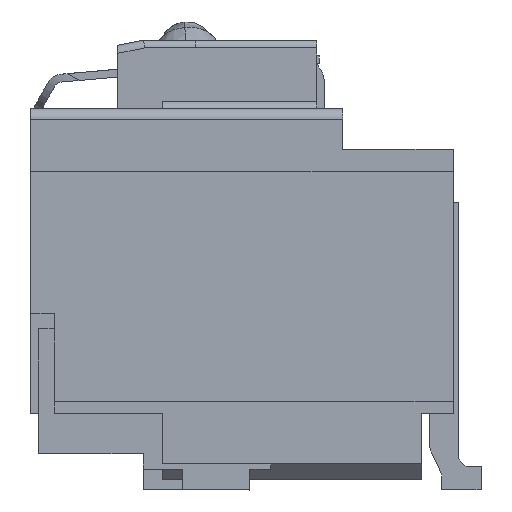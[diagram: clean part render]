
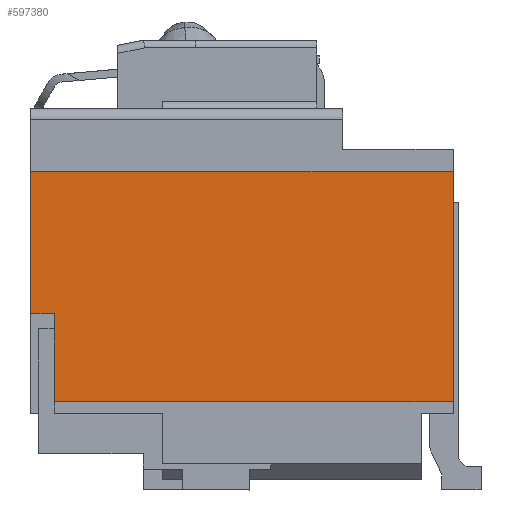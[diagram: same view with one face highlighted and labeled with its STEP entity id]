
A CAD part, front view. The second image highlights one B-rep face of the part: STEP entity #597380.
In plain terms, the highlighted planar face has unit normal (0, -1, 0).
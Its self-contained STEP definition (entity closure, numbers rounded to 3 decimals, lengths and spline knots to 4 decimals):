
#587900=CARTESIAN_POINT('',(-41.7344,-14.2905,
125.415));
#587910=VERTEX_POINT('',#587900);
#587940=CARTESIAN_POINT('',(-41.7344,-14.2905,
128.5064));
#587950=DIRECTION('',(0.,0.,
-1.));
#587960=VECTOR('',#587950,1.);
#587970=LINE('',#587940,#587960);
#587980=CARTESIAN_POINT('',(-41.7344,-14.2905,
129.845));
#587990=VERTEX_POINT('',#587980);
#588000=EDGE_CURVE('',#587990,#587910,#587970,.T.);
#591680=CARTESIAN_POINT('',(-49.8544,-14.2905,
129.845));
#591690=VERTEX_POINT('',#591680);
#591720=CARTESIAN_POINT('',(-49.8544,-14.2905,
128.5064));
#591730=DIRECTION('',(0.,0.,
-1.));
#591740=VECTOR('',#591730,1.);
#591750=LINE('',#591720,#591740);
#591760=CARTESIAN_POINT('',(-49.8544,-14.2905,
127.105));
#591770=VERTEX_POINT('',#591760);
#591780=EDGE_CURVE('',#591690,#591770,#591750,.T.);
#596950=CARTESIAN_POINT('',(-46.3044,-14.2905,
129.845));
#596960=DIRECTION('',(1.,0.,0.));
#596970=VECTOR('',#596960,1.);
#596980=LINE('',#596950,#596970);
#596990=EDGE_CURVE('',#591690,#587990,#596980,.T.);
#597060=CARTESIAN_POINT('',(-47.1094,-14.2905,
124.085));
#597070=DIRECTION('',(0.,-1.,
0.));
#597080=DIRECTION('',(0.,0.,
1.));
#597090=AXIS2_PLACEMENT_3D('',#597060,#597070,#597080);
#597100=PLANE('',#597090);
#597110=ORIENTED_EDGE('',*,*,#588000,.F.);
#597120=CARTESIAN_POINT('',(-46.3044,-14.2905,
125.415));
#597130=DIRECTION('',(-1.,0.,0.));
#597140=VECTOR('',#597130,1.);
#597150=LINE('',#597120,#597140);
#597160=CARTESIAN_POINT('',(-49.4044,-14.2905,
125.415));
#597170=VERTEX_POINT('',#597160);
#597180=EDGE_CURVE('',#587910,#597170,#597150,.T.);
#597190=ORIENTED_EDGE('',*,*,#597180,.F.);
#597200=CARTESIAN_POINT('',(-49.4044,-14.2905,
128.5064));
#597210=DIRECTION('',(0.,0.,
1.));
#597220=VECTOR('',#597210,1.);
#597230=LINE('',#597200,#597220);
#597240=CARTESIAN_POINT('',(-49.4044,-14.2905,
127.105));
#597250=VERTEX_POINT('',#597240);
#597260=EDGE_CURVE('',#597170,#597250,#597230,.T.);
#597270=ORIENTED_EDGE('',*,*,#597260,.F.);
#597280=CARTESIAN_POINT('',(-46.3044,-14.2905,
127.105));
#597290=DIRECTION('',(1.,0.,0.));
#597300=VECTOR('',#597290,1.);
#597310=LINE('',#597280,#597300);
#597320=EDGE_CURVE('',#591770,#597250,#597310,.T.);
#597330=ORIENTED_EDGE('',*,*,#597320,.T.);
#597340=ORIENTED_EDGE('',*,*,#591780,.T.);
#597350=ORIENTED_EDGE('',*,*,#596990,.F.);
#597360=EDGE_LOOP('',(#597350,#597340,#597330,#597270,#597190,#597110));
#597370=FACE_OUTER_BOUND('',#597360,.T.);
#597380=ADVANCED_FACE('',(#597370),#597100,.T.);
